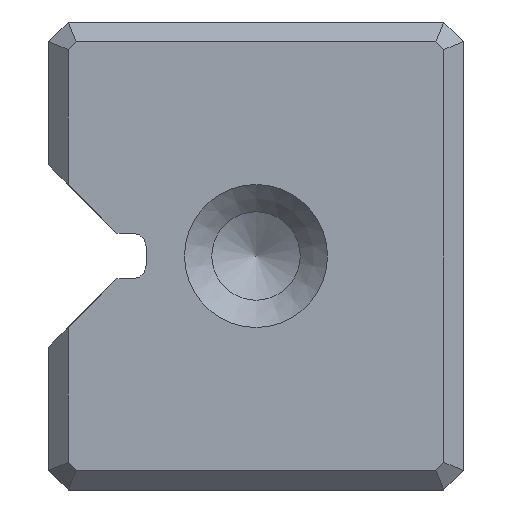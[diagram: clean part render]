
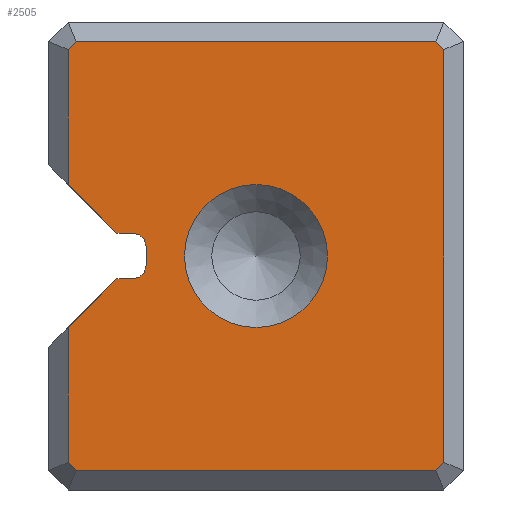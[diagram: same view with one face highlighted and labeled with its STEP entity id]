
A CAD part, left-side view. The second image highlights one B-rep face of the part: STEP entity #2505.
In plain terms, the highlighted planar face has unit normal (-1, 0, 0).
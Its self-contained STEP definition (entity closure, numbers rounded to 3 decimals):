
#2505=ADVANCED_FACE('',(#3460,#3461),#2906,.F.);
#2906=PLANE('',#9040);
#3159=CIRCLE('',#9037,5.5);
#3160=CIRCLE('',#9038,1.);
#3161=CIRCLE('',#9039,1.);
#3460=FACE_BOUND('',#3694,.T.);
#3461=FACE_BOUND('',#3695,.T.);
#3694=EDGE_LOOP('',(#4482));
#3695=EDGE_LOOP('',(#4483,#4484,#4485,#4486,#4487,#4488,#4489,#4490,#4491,
#4492,#4493,#4494,#4495,#4496,#4497,#4498));
#4482=ORIENTED_EDGE('',*,*,#7017,.T.);
#4483=ORIENTED_EDGE('',*,*,#6982,.F.);
#4484=ORIENTED_EDGE('',*,*,#7018,.T.);
#4485=ORIENTED_EDGE('',*,*,#7019,.T.);
#4486=ORIENTED_EDGE('',*,*,#7020,.T.);
#4487=ORIENTED_EDGE('',*,*,#7021,.T.);
#4488=ORIENTED_EDGE('',*,*,#7022,.T.);
#4489=ORIENTED_EDGE('',*,*,#7023,.T.);
#4490=ORIENTED_EDGE('',*,*,#7024,.T.);
#4491=ORIENTED_EDGE('',*,*,#7025,.T.);
#4492=ORIENTED_EDGE('',*,*,#7026,.T.);
#4493=ORIENTED_EDGE('',*,*,#6997,.F.);
#4494=ORIENTED_EDGE('',*,*,#6995,.F.);
#4495=ORIENTED_EDGE('',*,*,#7027,.T.);
#4496=ORIENTED_EDGE('',*,*,#6989,.F.);
#4497=ORIENTED_EDGE('',*,*,#7028,.T.);
#4498=ORIENTED_EDGE('',*,*,#6986,.F.);
#6325=VERTEX_POINT('',#11666);
#6326=VERTEX_POINT('',#11668);
#6329=VERTEX_POINT('',#11676);
#6331=VERTEX_POINT('',#11682);
#6332=VERTEX_POINT('',#11683);
#6337=VERTEX_POINT('',#11694);
#6338=VERTEX_POINT('',#11696);
#6339=VERTEX_POINT('',#11700);
#6354=VERTEX_POINT('',#11738);
#6355=VERTEX_POINT('',#11740);
#6356=VERTEX_POINT('',#11742);
#6357=VERTEX_POINT('',#11744);
#6358=VERTEX_POINT('',#11746);
#6359=VERTEX_POINT('',#11748);
#6360=VERTEX_POINT('',#11750);
#6361=VERTEX_POINT('',#11752);
#6362=VERTEX_POINT('',#11754);
#6982=EDGE_CURVE('',#6325,#6326,#7822,.T.);
#6986=EDGE_CURVE('',#6326,#6329,#7826,.T.);
#6989=EDGE_CURVE('',#6331,#6332,#7829,.T.);
#6995=EDGE_CURVE('',#6337,#6338,#7835,.T.);
#6997=EDGE_CURVE('',#6338,#6339,#7837,.T.);
#7017=EDGE_CURVE('',#6354,#6354,#3159,.T.);
#7018=EDGE_CURVE('',#6325,#6355,#7854,.T.);
#7019=EDGE_CURVE('',#6355,#6356,#7855,.T.);
#7020=EDGE_CURVE('',#6356,#6357,#7856,.T.);
#7021=EDGE_CURVE('',#6357,#6358,#7857,.T.);
#7022=EDGE_CURVE('',#6358,#6359,#7858,.T.);
#7023=EDGE_CURVE('',#6359,#6360,#7859,.T.);
#7024=EDGE_CURVE('',#6360,#6361,#7860,.T.);
#7025=EDGE_CURVE('',#6361,#6362,#7861,.T.);
#7026=EDGE_CURVE('',#6362,#6339,#7862,.T.);
#7027=EDGE_CURVE('',#6337,#6332,#3160,.T.);
#7028=EDGE_CURVE('',#6331,#6329,#3161,.T.);
#7822=LINE('',#11667,#8492);
#7826=LINE('',#11675,#8496);
#7829=LINE('',#11681,#8499);
#7835=LINE('',#11695,#8505);
#7837=LINE('',#11699,#8507);
#7854=LINE('',#11739,#8524);
#7855=LINE('',#11741,#8525);
#7856=LINE('',#11743,#8526);
#7857=LINE('',#11745,#8527);
#7858=LINE('',#11747,#8528);
#7859=LINE('',#11749,#8529);
#7860=LINE('',#11751,#8530);
#7861=LINE('',#11753,#8531);
#7862=LINE('',#11755,#8532);
#8492=VECTOR('',#9634,1.);
#8496=VECTOR('',#9640,1.);
#8499=VECTOR('',#9645,1.);
#8505=VECTOR('',#9653,1.);
#8507=VECTOR('',#9657,1.);
#8524=VECTOR('',#9688,1.);
#8525=VECTOR('',#9689,1.);
#8526=VECTOR('',#9690,1.);
#8527=VECTOR('',#9691,1.);
#8528=VECTOR('',#9692,1.);
#8529=VECTOR('',#9693,1.);
#8530=VECTOR('',#9694,1.);
#8531=VECTOR('',#9695,1.);
#8532=VECTOR('',#9696,1.);
#9037=AXIS2_PLACEMENT_3D('',#11737,#9686,#9687);
#9038=AXIS2_PLACEMENT_3D('',#11756,#9697,#9698);
#9039=AXIS2_PLACEMENT_3D('',#11757,#9699,#9700);
#9040=AXIS2_PLACEMENT_3D('',#11758,#9701,#9702);
#9634=DIRECTION('',(0.,-0.707,0.707));
#9640=DIRECTION('',(0.,-1.,0.));
#9645=DIRECTION('',(0.,0.,1.));
#9653=DIRECTION('',(0.,1.,0.));
#9657=DIRECTION('',(0.,0.707,0.707));
#9686=DIRECTION('',(1.,0.,0.));
#9687=DIRECTION('',(0.,0.,-1.));
#9688=DIRECTION('',(0.,0.,-1.));
#9689=DIRECTION('',(0.,-0.707,-0.707));
#9690=DIRECTION('',(0.,-1.,0.));
#9691=DIRECTION('',(0.,-0.707,0.707));
#9692=DIRECTION('',(0.,0.,1.));
#9693=DIRECTION('',(0.,0.707,0.707));
#9694=DIRECTION('',(0.,1.,0.));
#9695=DIRECTION('',(0.,0.707,-0.707));
#9696=DIRECTION('',(0.,0.,-1.));
#9697=DIRECTION('',(1.,0.,0.));
#9698=DIRECTION('',(0.,0.,-1.));
#9699=DIRECTION('',(1.,0.,0.));
#9700=DIRECTION('',(0.,0.,-1.));
#9701=DIRECTION('',(1.,0.,0.));
#9702=DIRECTION('',(0.,0.,1.));
#11666=CARTESIAN_POINT('',(-700.,14.45,12.493));
#11667=CARTESIAN_POINT('',(-700.,15.95,10.993));
#11668=CARTESIAN_POINT('',(-700.,10.693,16.25));
#11675=CARTESIAN_POINT('',(-700.,10.693,16.25));
#11676=CARTESIAN_POINT('',(-700.,9.45,16.25));
#11681=CARTESIAN_POINT('',(-700.,8.45,16.25));
#11682=CARTESIAN_POINT('',(-700.,8.45,17.25));
#11683=CARTESIAN_POINT('',(-700.,8.45,18.75));
#11694=CARTESIAN_POINT('',(-700.,9.45,19.75));
#11695=CARTESIAN_POINT('',(-700.,8.45,19.75));
#11696=CARTESIAN_POINT('',(-700.,10.693,19.75));
#11699=CARTESIAN_POINT('',(-700.,10.693,19.75));
#11700=CARTESIAN_POINT('',(-700.,14.45,23.507));
#11737=CARTESIAN_POINT('',(-700.,0.,18.));
#11738=CARTESIAN_POINT('',(-700.,0.,12.5));
#11739=CARTESIAN_POINT('',(-700.,14.45,0.));
#11740=CARTESIAN_POINT('',(-700.,14.45,2.121));
#11741=CARTESIAN_POINT('',(-700.,13.389,1.061));
#11742=CARTESIAN_POINT('',(-700.,13.829,1.5));
#11743=CARTESIAN_POINT('',(-700.,0.,1.5));
#11744=CARTESIAN_POINT('',(-700.,-13.829,1.5));
#11745=CARTESIAN_POINT('',(-700.,-14.889,2.561));
#11746=CARTESIAN_POINT('',(-700.,-14.45,2.121));
#11747=CARTESIAN_POINT('',(-700.,-14.45,0.));
#11748=CARTESIAN_POINT('',(-700.,-14.45,33.879));
#11749=CARTESIAN_POINT('',(-700.,-13.389,34.939));
#11750=CARTESIAN_POINT('',(-700.,-13.829,34.5));
#11751=CARTESIAN_POINT('',(-700.,0.,34.5));
#11752=CARTESIAN_POINT('',(-700.,13.829,34.5));
#11753=CARTESIAN_POINT('',(-700.,14.889,33.439));
#11754=CARTESIAN_POINT('',(-700.,14.45,33.879));
#11755=CARTESIAN_POINT('',(-700.,14.45,0.));
#11756=CARTESIAN_POINT('',(-700.,9.45,18.75));
#11757=CARTESIAN_POINT('',(-700.,9.45,17.25));
#11758=CARTESIAN_POINT('',(-700.,0.,0.));
